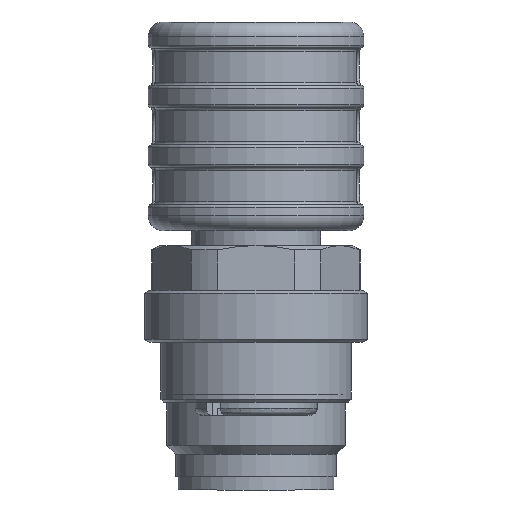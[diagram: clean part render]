
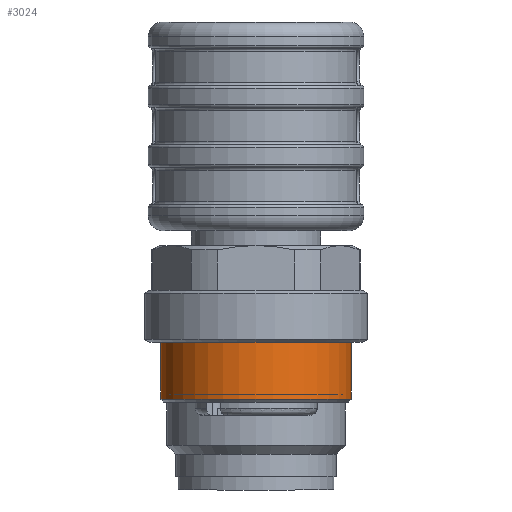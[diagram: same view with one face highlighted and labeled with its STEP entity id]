
A CAD part, left-side view. The second image highlights one B-rep face of the part: STEP entity #3024.
In plain terms, the highlighted cylindrical face has radius 6.4 mm (diameter 12.8 mm), a full revolution.
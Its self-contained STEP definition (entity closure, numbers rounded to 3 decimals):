
#3024=ADVANCED_FACE('',(#3757,#3758),#3568,.T.);
#3568=CYLINDRICAL_SURFACE('',#10722,6.4);
#3757=FACE_BOUND('',#4042,.T.);
#3758=FACE_BOUND('',#4043,.T.);
#4042=EDGE_LOOP('',(#5200));
#4043=EDGE_LOOP('',(#5201));
#5200=ORIENTED_EDGE('',*,*,#8797,.T.);
#5201=ORIENTED_EDGE('',*,*,#8798,.T.);
#7734=VERTEX_POINT('',#15696);
#7735=VERTEX_POINT('',#15698);
#8797=EDGE_CURVE('',#7734,#7734,#10088,.T.);
#8798=EDGE_CURVE('',#7735,#7735,#10089,.T.);
#10088=CIRCLE('',#10720,6.4);
#10089=CIRCLE('',#10721,6.4);
#10720=AXIS2_PLACEMENT_3D('',#15695,#12167,#12168);
#10721=AXIS2_PLACEMENT_3D('',#15697,#12169,#12170);
#10722=AXIS2_PLACEMENT_3D('',#15699,#12171,#12172);
#12167=DIRECTION('',(0.,0.,1.));
#12168=DIRECTION('',(0.866,0.5,0.));
#12169=DIRECTION('',(0.,0.,-1.));
#12170=DIRECTION('',(-0.5,0.866,0.));
#12171=DIRECTION('',(0.,0.,-1.));
#12172=DIRECTION('',(-0.5,0.866,0.));
#15695=CARTESIAN_POINT('',(60.,60.,-18.3));
#15696=CARTESIAN_POINT('',(65.543,63.2,-18.3));
#15697=CARTESIAN_POINT('',(60.,60.,-14.5));
#15698=CARTESIAN_POINT('',(56.8,65.543,-14.5));
#15699=CARTESIAN_POINT('',(60.,60.,-18.5));
